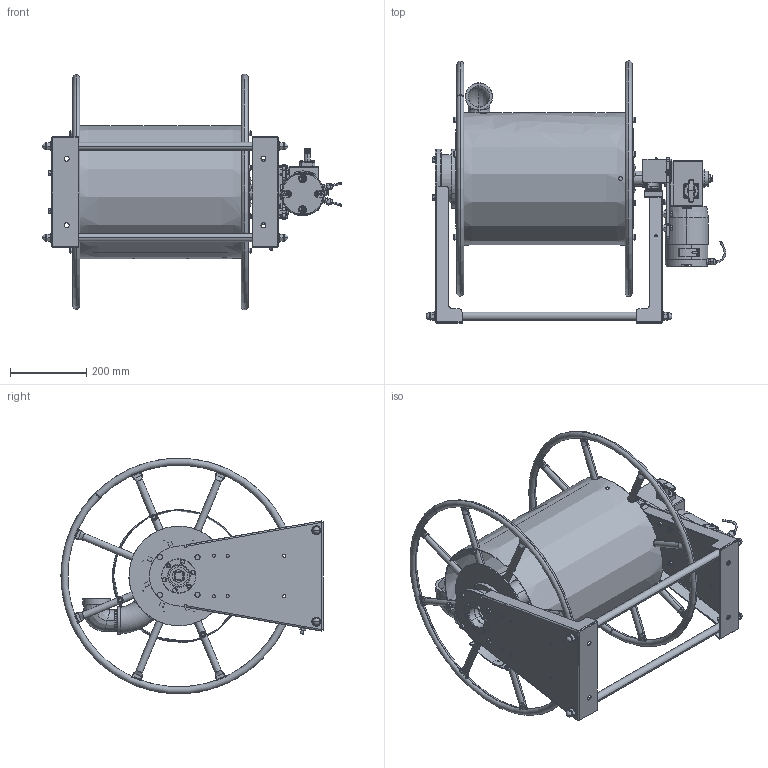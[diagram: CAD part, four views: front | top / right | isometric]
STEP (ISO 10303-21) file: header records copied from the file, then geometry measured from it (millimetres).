
FILE_DESCRIPTION((''),'2;1');
FILE_NAME('387_018_E_ASM','2020-08-07T',('CAD-01'),('CDM'),'PRO/ENGINEER BY PARAMETRIC TECHNOLOGY CORPORATION, 2015030','PRO/ENGINEER BY PARAMETRIC TECHNOLOGY CORPORATION, 2015030','');
FILE_SCHEMA(('CONFIG_CONTROL_DESIGN'));
Length unit declared in the file: millimetre
Products named in the file (1): 387_018_E_ASM
Bounding box: 788.76 x 690 x 620 mm (x, y, z)
Surface area: 2948474.8 mm2 (no closed solid volume)
Topology: 0 solids, 297 shells, 1843 faces, 7236 edges, 5488 vertices
Faces by surface type: plane 713, cone 367, cylinder 300, bspline 293, torus 96, extrusion 50, sphere 24
Entity records: 122305 total; most frequent: CARTESIAN_POINT 52015, ORIENTED_EDGE 10451, DIRECTION 9590, EDGE_CURVE 7220, VERTEX_POINT 5489, AXIS2_PLACEMENT_3D 3526, B_SPLINE_CURVE_WITH_KNOTS 2757, VECTOR 2538
